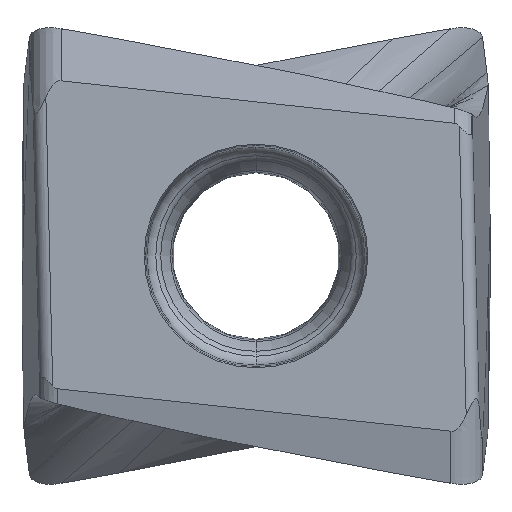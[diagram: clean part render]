
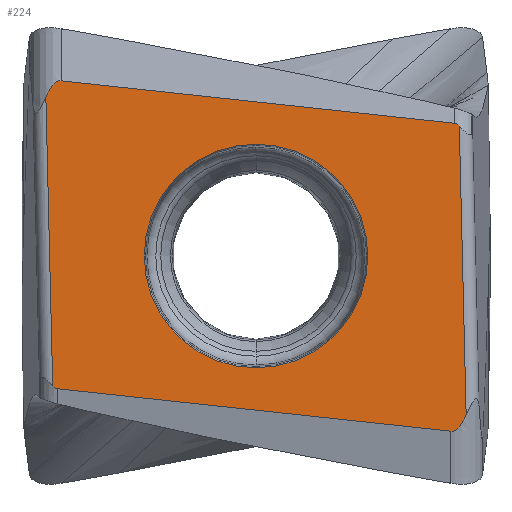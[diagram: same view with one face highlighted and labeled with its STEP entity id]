
A CAD part, front view. The second image highlights one B-rep face of the part: STEP entity #224.
In plain terms, the highlighted planar face has unit normal (0, -1, 0).
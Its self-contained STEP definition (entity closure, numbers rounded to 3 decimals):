
#60=CIRCLE('',#2222,2.99);
#61=CIRCLE('',#2223,2.99);
#110=FACE_BOUND('',#482,.T.);
#111=FACE_BOUND('',#483,.T.);
#132=PLANE('',#2224);
#224=ADVANCED_FACE('',(#110,#111),#132,.T.);
#482=EDGE_LOOP('',(#840,#841,#842,#843,#844,#845,#846,#847));
#483=EDGE_LOOP('',(#848,#849));
#588=B_SPLINE_CURVE_WITH_KNOTS('',3,(#2780,#2781,#2782,#2783,#2784,#2785,
#2786,#2787,#2788,#2789,#2790,#2791,#2792,#2793),.UNSPECIFIED.,.F.,.F.,
(4,1,1,1,1,1,1,1,1,1,1,4),(0.,0.091,0.182,0.273,
0.364,0.455,0.545,0.636,0.727,
0.818,0.909,1.),.UNSPECIFIED.);
#622=B_SPLINE_CURVE_WITH_KNOTS('',3,(#3900,#3901,#3902,#3903,#3904,#3905,
#3906,#3907),.UNSPECIFIED.,.F.,.F.,(4,1,1,1,1,4),(0.,0.2,0.4,0.6,0.8,1.),
 .UNSPECIFIED.);
#623=B_SPLINE_CURVE_WITH_KNOTS('',3,(#3911,#3912,#3913,#3914,#3915,#3916,
#3917,#3918,#3919,#3920,#3921,#3922,#3923,#3924),.UNSPECIFIED.,.F.,.F.,
(4,1,1,1,1,1,1,1,1,1,1,4),(0.,0.091,0.182,0.273,
0.364,0.455,0.545,0.636,0.727,
0.818,0.909,1.),.UNSPECIFIED.);
#624=B_SPLINE_CURVE_WITH_KNOTS('',3,(#3928,#3929,#3930,#3931,#3932,#3933,
#3934,#3935),.UNSPECIFIED.,.F.,.F.,(4,1,1,1,1,4),(0.,0.2,0.4,0.6,0.8,1.),
 .UNSPECIFIED.);
#840=ORIENTED_EDGE('',*,*,#1583,.T.);
#841=ORIENTED_EDGE('',*,*,#1653,.F.);
#842=ORIENTED_EDGE('',*,*,#1654,.T.);
#843=ORIENTED_EDGE('',*,*,#1655,.F.);
#844=ORIENTED_EDGE('',*,*,#1656,.T.);
#845=ORIENTED_EDGE('',*,*,#1657,.T.);
#846=ORIENTED_EDGE('',*,*,#1658,.T.);
#847=ORIENTED_EDGE('',*,*,#1659,.F.);
#848=ORIENTED_EDGE('',*,*,#1660,.F.);
#849=ORIENTED_EDGE('',*,*,#1661,.F.);
#1381=VERTEX_POINT('',#2779);
#1382=VERTEX_POINT('',#2794);
#1429=VERTEX_POINT('',#3897);
#1430=VERTEX_POINT('',#3908);
#1431=VERTEX_POINT('',#3910);
#1432=VERTEX_POINT('',#3925);
#1433=VERTEX_POINT('',#3927);
#1434=VERTEX_POINT('',#3936);
#1435=VERTEX_POINT('',#3939);
#1436=VERTEX_POINT('',#3940);
#1583=EDGE_CURVE('',#1382,#1381,#588,.T.);
#1653=EDGE_CURVE('',#1429,#1381,#1943,.T.);
#1654=EDGE_CURVE('',#1429,#1430,#622,.T.);
#1655=EDGE_CURVE('',#1431,#1430,#1944,.T.);
#1656=EDGE_CURVE('',#1431,#1432,#623,.T.);
#1657=EDGE_CURVE('',#1432,#1433,#1945,.T.);
#1658=EDGE_CURVE('',#1433,#1434,#624,.T.);
#1659=EDGE_CURVE('',#1382,#1434,#1946,.T.);
#1660=EDGE_CURVE('',#1435,#1436,#60,.T.);
#1661=EDGE_CURVE('',#1436,#1435,#61,.T.);
#1943=LINE('',#3898,#2085);
#1944=LINE('',#3909,#2086);
#1945=LINE('',#3926,#2087);
#1946=LINE('',#3937,#2088);
#2085=VECTOR('',#2393,1.);
#2086=VECTOR('',#2396,1.);
#2087=VECTOR('',#2397,1.);
#2088=VECTOR('',#2398,1.);
#2222=AXIS2_PLACEMENT_3D('',#3938,#2399,#2400);
#2223=AXIS2_PLACEMENT_3D('',#3941,#2401,#2402);
#2224=AXIS2_PLACEMENT_3D('',#3942,#2403,#2404);
#2393=DIRECTION('',(-0.024,0.,1.));
#2396=DIRECTION('',(-0.994,0.,0.107));
#2397=DIRECTION('',(-0.024,0.,1.));
#2398=DIRECTION('',(0.994,0.,-0.107));
#2399=DIRECTION('',(0.,-1.,0.));
#2400=DIRECTION('',(0.,0.,1.));
#2401=DIRECTION('',(0.,-1.,0.));
#2402=DIRECTION('',(0.,0.,-1.));
#2403=DIRECTION('',(0.,-1.,0.));
#2404=DIRECTION('',(-1.,0.,-0.024));
#2779=CARTESIAN_POINT('',(-5.62,0.,4.239));
#2780=CARTESIAN_POINT('',(-5.214,0.,4.684));
#2781=CARTESIAN_POINT('',(-5.226,0.,4.685));
#2782=CARTESIAN_POINT('',(-5.249,0.,4.686));
#2783=CARTESIAN_POINT('',(-5.284,0.,4.679));
#2784=CARTESIAN_POINT('',(-5.32,0.,4.665));
#2785=CARTESIAN_POINT('',(-5.357,0.,4.643));
#2786=CARTESIAN_POINT('',(-5.395,0.,4.611));
#2787=CARTESIAN_POINT('',(-5.433,0.,4.571));
#2788=CARTESIAN_POINT('',(-5.471,0.,4.523));
#2789=CARTESIAN_POINT('',(-5.509,0.,4.466));
#2790=CARTESIAN_POINT('',(-5.546,0.,4.4));
#2791=CARTESIAN_POINT('',(-5.583,0.,4.325));
#2792=CARTESIAN_POINT('',(-5.607,0.,4.269));
#2793=CARTESIAN_POINT('',(-5.62,0.,4.239));
#2794=CARTESIAN_POINT('',(-5.214,0.,4.684));
#3897=CARTESIAN_POINT('',(-5.437,0.,-3.476));
#3898=CARTESIAN_POINT('',(-5.437,0.,-3.476));
#3900=CARTESIAN_POINT('',(-5.437,0.,-3.476));
#3901=CARTESIAN_POINT('',(-5.429,0.,-3.485));
#3902=CARTESIAN_POINT('',(-5.414,0.,-3.501));
#3903=CARTESIAN_POINT('',(-5.39,0.,-3.522));
#3904=CARTESIAN_POINT('',(-5.366,0.,-3.537));
#3905=CARTESIAN_POINT('',(-5.342,0.,-3.546));
#3906=CARTESIAN_POINT('',(-5.327,0.,-3.549));
#3907=CARTESIAN_POINT('',(-5.32,0.,-3.55));
#3908=CARTESIAN_POINT('',(-5.32,0.,-3.55));
#3909=CARTESIAN_POINT('',(5.214,0.,-4.684));
#3910=CARTESIAN_POINT('',(5.214,0.,-4.684));
#3911=CARTESIAN_POINT('',(5.214,0.,-4.684));
#3912=CARTESIAN_POINT('',(5.226,0.,-4.685));
#3913=CARTESIAN_POINT('',(5.249,0.,-4.686));
#3914=CARTESIAN_POINT('',(5.284,0.,-4.679));
#3915=CARTESIAN_POINT('',(5.32,0.,-4.665));
#3916=CARTESIAN_POINT('',(5.357,0.,-4.643));
#3917=CARTESIAN_POINT('',(5.395,0.,-4.611));
#3918=CARTESIAN_POINT('',(5.433,0.,-4.571));
#3919=CARTESIAN_POINT('',(5.471,0.,-4.523));
#3920=CARTESIAN_POINT('',(5.509,0.,-4.466));
#3921=CARTESIAN_POINT('',(5.546,0.,-4.4));
#3922=CARTESIAN_POINT('',(5.583,0.,-4.325));
#3923=CARTESIAN_POINT('',(5.607,0.,-4.269));
#3924=CARTESIAN_POINT('',(5.62,0.,-4.239));
#3925=CARTESIAN_POINT('',(5.62,0.,-4.239));
#3926=CARTESIAN_POINT('',(5.62,0.,-4.239));
#3927=CARTESIAN_POINT('',(5.437,0.,3.476));
#3928=CARTESIAN_POINT('',(5.437,0.,3.476));
#3929=CARTESIAN_POINT('',(5.429,0.,3.485));
#3930=CARTESIAN_POINT('',(5.414,0.,3.501));
#3931=CARTESIAN_POINT('',(5.39,0.,3.522));
#3932=CARTESIAN_POINT('',(5.366,0.,3.537));
#3933=CARTESIAN_POINT('',(5.342,0.,3.546));
#3934=CARTESIAN_POINT('',(5.327,0.,3.549));
#3935=CARTESIAN_POINT('',(5.32,0.,3.55));
#3936=CARTESIAN_POINT('',(5.32,0.,3.55));
#3937=CARTESIAN_POINT('',(-5.214,0.,4.684));
#3938=CARTESIAN_POINT('',(0.,0.,0.));
#3939=CARTESIAN_POINT('',(0.,0.,2.99));
#3940=CARTESIAN_POINT('',(0.,0.,-2.99));
#3941=CARTESIAN_POINT('',(0.,0.,0.));
#3942=CARTESIAN_POINT('',(-5.351,0.,-7.129));
